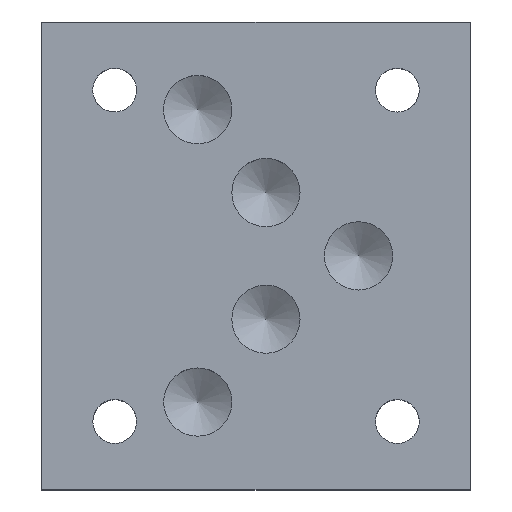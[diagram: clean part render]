
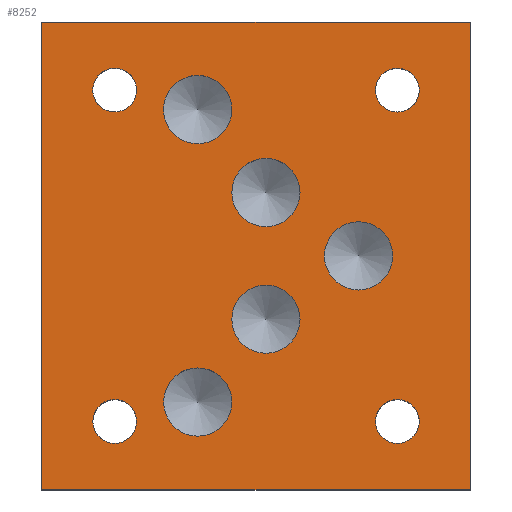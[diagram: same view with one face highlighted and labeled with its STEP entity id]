
A CAD part, top view. The second image highlights one B-rep face of the part: STEP entity #8252.
In plain terms, the highlighted planar face has unit normal (0, 0, 1).
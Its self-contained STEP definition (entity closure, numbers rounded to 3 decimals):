
#115=CIRCLE('',#8640,3.569);
#116=CIRCLE('',#8642,3.569);
#117=CIRCLE('',#8644,3.569);
#118=CIRCLE('',#8646,3.569);
#120=CIRCLE('',#8650,5.556);
#122=CIRCLE('',#8654,5.556);
#124=CIRCLE('',#8658,5.556);
#126=CIRCLE('',#8662,5.563);
#128=CIRCLE('',#8666,5.563);
#185=FACE_BOUND('',#1391,.T.);
#186=FACE_BOUND('',#1392,.T.);
#187=FACE_BOUND('',#1393,.T.);
#188=FACE_BOUND('',#1394,.T.);
#189=FACE_BOUND('',#1395,.T.);
#190=FACE_BOUND('',#1396,.T.);
#191=FACE_BOUND('',#1397,.T.);
#192=FACE_BOUND('',#1398,.T.);
#193=FACE_BOUND('',#1399,.T.);
#480=PLANE('',#8671);
#907=FACE_OUTER_BOUND('',#1390,.T.);
#1390=EDGE_LOOP('',(#7373,#7374,#7375,#7376));
#1391=EDGE_LOOP('',(#7377));
#1392=EDGE_LOOP('',(#7378));
#1393=EDGE_LOOP('',(#7379));
#1394=EDGE_LOOP('',(#7380));
#1395=EDGE_LOOP('',(#7381));
#1396=EDGE_LOOP('',(#7382));
#1397=EDGE_LOOP('',(#7383));
#1398=EDGE_LOOP('',(#7384));
#1399=EDGE_LOOP('',(#7385));
#1747=LINE('',#12219,#2607);
#2161=LINE('',#13203,#3021);
#2207=LINE('',#13537,#3067);
#2259=LINE('',#13882,#3119);
#2607=VECTOR('',#9227,10.);
#3021=VECTOR('',#9953,10.);
#3067=VECTOR('',#10025,10.);
#3119=VECTOR('',#10329,10.);
#3630=VERTEX_POINT('',#12216);
#3631=VERTEX_POINT('',#12218);
#3917=VERTEX_POINT('',#13201);
#3968=VERTEX_POINT('',#13536);
#4031=VERTEX_POINT('',#13821);
#4032=VERTEX_POINT('',#13825);
#4033=VERTEX_POINT('',#13829);
#4034=VERTEX_POINT('',#13833);
#4037=VERTEX_POINT('',#13842);
#4040=VERTEX_POINT('',#13851);
#4043=VERTEX_POINT('',#13860);
#4046=VERTEX_POINT('',#13869);
#4049=VERTEX_POINT('',#13878);
#4535=EDGE_CURVE('',#3631,#3630,#1747,.T.);
#4965=EDGE_CURVE('',#3630,#3917,#2161,.T.);
#5040=EDGE_CURVE('',#3968,#3631,#2207,.T.);
#5133=EDGE_CURVE('',#4031,#4031,#115,.T.);
#5135=EDGE_CURVE('',#4032,#4032,#116,.T.);
#5137=EDGE_CURVE('',#4033,#4033,#117,.T.);
#5139=EDGE_CURVE('',#4034,#4034,#118,.T.);
#5143=EDGE_CURVE('',#4037,#4037,#120,.T.);
#5147=EDGE_CURVE('',#4040,#4040,#122,.T.);
#5151=EDGE_CURVE('',#4043,#4043,#124,.T.);
#5155=EDGE_CURVE('',#4046,#4046,#126,.T.);
#5159=EDGE_CURVE('',#4049,#4049,#128,.T.);
#5161=EDGE_CURVE('',#3917,#3968,#2259,.T.);
#7373=ORIENTED_EDGE('',*,*,#5040,.T.);
#7374=ORIENTED_EDGE('',*,*,#4535,.T.);
#7375=ORIENTED_EDGE('',*,*,#4965,.T.);
#7376=ORIENTED_EDGE('',*,*,#5161,.T.);
#7377=ORIENTED_EDGE('',*,*,#5133,.T.);
#7378=ORIENTED_EDGE('',*,*,#5135,.T.);
#7379=ORIENTED_EDGE('',*,*,#5137,.T.);
#7380=ORIENTED_EDGE('',*,*,#5139,.T.);
#7381=ORIENTED_EDGE('',*,*,#5143,.T.);
#7382=ORIENTED_EDGE('',*,*,#5147,.T.);
#7383=ORIENTED_EDGE('',*,*,#5151,.T.);
#7384=ORIENTED_EDGE('',*,*,#5155,.T.);
#7385=ORIENTED_EDGE('',*,*,#5159,.T.);
#8252=ADVANCED_FACE('',(#907,#185,#186,#187,#188,#189,#190,#191,#192,#193),
#480,.T.);
#8640=AXIS2_PLACEMENT_3D('',#13822,#10259,#10260);
#8642=AXIS2_PLACEMENT_3D('',#13826,#10264,#10265);
#8644=AXIS2_PLACEMENT_3D('',#13830,#10269,#10270);
#8646=AXIS2_PLACEMENT_3D('',#13834,#10274,#10275);
#8650=AXIS2_PLACEMENT_3D('',#13843,#10284,#10285);
#8654=AXIS2_PLACEMENT_3D('',#13852,#10294,#10295);
#8658=AXIS2_PLACEMENT_3D('',#13861,#10304,#10305);
#8662=AXIS2_PLACEMENT_3D('',#13870,#10314,#10315);
#8666=AXIS2_PLACEMENT_3D('',#13879,#10324,#10325);
#8671=AXIS2_PLACEMENT_3D('',#13886,#10336,#10337);
#9227=DIRECTION('',(0.,1.,0.));
#9953=DIRECTION('',(-1.,0.,0.));
#10025=DIRECTION('',(1.,0.,0.));
#10259=DIRECTION('center_axis',(0.,0.,-1.));
#10260=DIRECTION('ref_axis',(1.,0.,0.));
#10264=DIRECTION('center_axis',(0.,0.,-1.));
#10265=DIRECTION('ref_axis',(1.,0.,0.));
#10269=DIRECTION('center_axis',(0.,0.,-1.));
#10270=DIRECTION('ref_axis',(1.,0.,0.));
#10274=DIRECTION('center_axis',(0.,0.,-1.));
#10275=DIRECTION('ref_axis',(1.,0.,0.));
#10284=DIRECTION('center_axis',(0.,0.,-1.));
#10285=DIRECTION('ref_axis',(1.,0.,0.));
#10294=DIRECTION('center_axis',(0.,0.,-1.));
#10295=DIRECTION('ref_axis',(1.,0.,0.));
#10304=DIRECTION('center_axis',(0.,0.,-1.));
#10305=DIRECTION('ref_axis',(1.,0.,0.));
#10314=DIRECTION('center_axis',(0.,0.,-1.));
#10315=DIRECTION('ref_axis',(1.,0.,0.));
#10324=DIRECTION('center_axis',(0.,0.,-1.));
#10325=DIRECTION('ref_axis',(1.,0.,0.));
#10329=DIRECTION('',(0.,-1.,0.));
#10336=DIRECTION('center_axis',(0.,0.,1.));
#10337=DIRECTION('ref_axis',(1.,0.,0.));
#12216=CARTESIAN_POINT('',(69.85,76.2,25.4));
#12218=CARTESIAN_POINT('',(69.85,0.,25.4));
#12219=CARTESIAN_POINT('',(69.85,0.,25.4));
#13201=CARTESIAN_POINT('',(0.,76.2,25.4));
#13203=CARTESIAN_POINT('',(69.85,76.2,25.4));
#13536=CARTESIAN_POINT('',(0.,0.,25.4));
#13537=CARTESIAN_POINT('',(0.,0.,25.4));
#13821=CARTESIAN_POINT('',(8.331,65.113,25.4));
#13822=CARTESIAN_POINT('Origin',(11.9,65.113,25.4));
#13825=CARTESIAN_POINT('',(8.344,11.125,25.4));
#13826=CARTESIAN_POINT('Origin',(11.913,11.125,25.4));
#13829=CARTESIAN_POINT('',(54.381,11.125,25.4));
#13830=CARTESIAN_POINT('Origin',(57.95,11.125,25.4));
#13833=CARTESIAN_POINT('',(54.381,65.1,25.4));
#13834=CARTESIAN_POINT('Origin',(57.95,65.1,25.4));
#13842=CARTESIAN_POINT('',(30.987,27.783,25.4));
#13843=CARTESIAN_POINT('Origin',(36.543,27.783,25.4));
#13851=CARTESIAN_POINT('',(30.982,48.417,25.4));
#13852=CARTESIAN_POINT('Origin',(36.538,48.417,25.4));
#13860=CARTESIAN_POINT('',(19.877,14.288,25.4));
#13861=CARTESIAN_POINT('Origin',(25.433,14.288,25.4));
#13869=CARTESIAN_POINT('',(46.076,38.1,25.4));
#13870=CARTESIAN_POINT('Origin',(51.638,38.1,25.4));
#13878=CARTESIAN_POINT('',(19.863,61.925,25.4));
#13879=CARTESIAN_POINT('Origin',(25.425,61.925,25.4));
#13882=CARTESIAN_POINT('',(0.,76.2,25.4));
#13886=CARTESIAN_POINT('Origin',(34.925,38.1,25.4));
